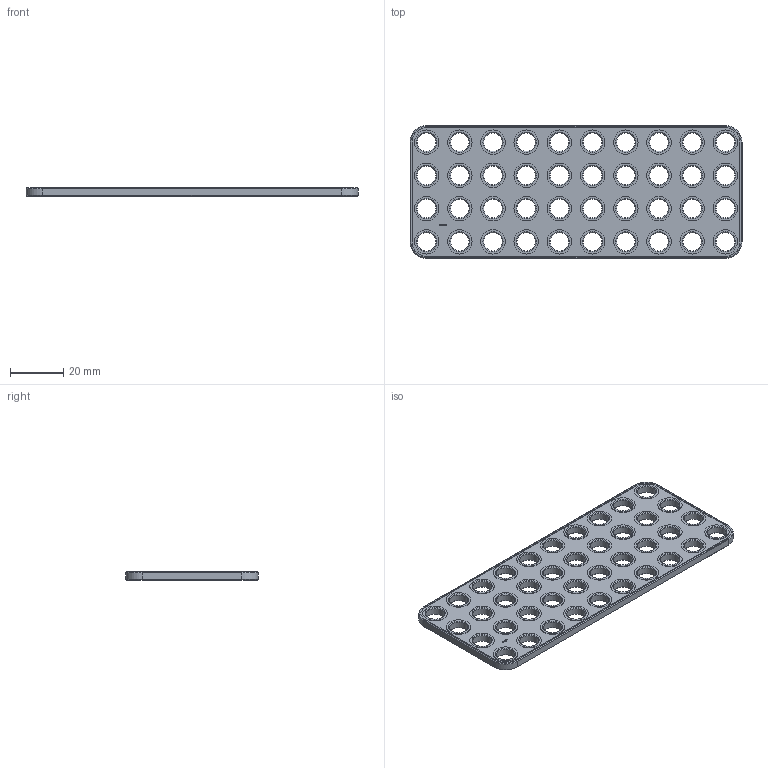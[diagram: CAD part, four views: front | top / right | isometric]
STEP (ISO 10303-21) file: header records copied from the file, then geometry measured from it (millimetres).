
FILE_DESCRIPTION(('FreeCAD Model'),'2;1');
FILE_NAME('Open CASCADE Shape Model','2024-10-08T02:31:01',(''),(''), 'Open CASCADE STEP processor 7.7','FreeCAD','Unknown');
FILE_SCHEMA(('AUTOMOTIVE_DESIGN { 1 0 10303 214 1 1 1 1 }'));
Length unit declared in the file: millimetre
Products named in the file (1): Plate RCT CRNR BU10x04x00.25 - SPN-PLT-0115 (stemfie.org)
Bounding box: 125 x 50 x 3.12 mm (x, y, z)
Volume: 13846.4 mm3; surface area: 13043 mm2
Topology: 1 solids, 1 shells, 668 faces, 1689 edges, 1094 vertices
Faces by surface type: plane 374, extrusion 118, cylinder 88, cone 88
Full cylindrical faces by diameter (mm): 7 x40, 9.2 x40
Entity records: 20432 total; most frequent: CARTESIAN_POINT 4405, ORIENTED_EDGE 3378, DIRECTION 2937, EDGE_CURVE 1689, VECTOR 1307, LINE 1189, VERTEX_POINT 1094, FACE_BOUND 819
